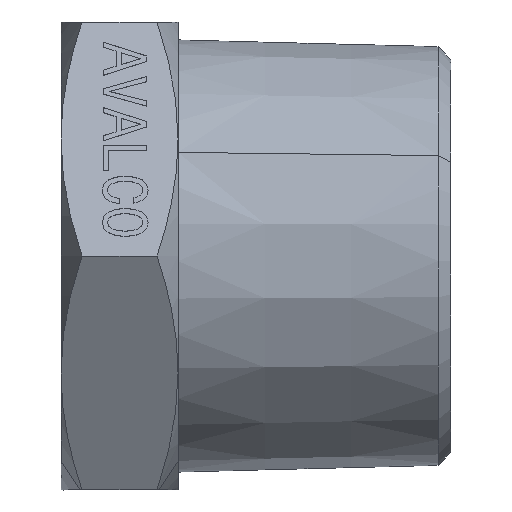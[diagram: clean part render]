
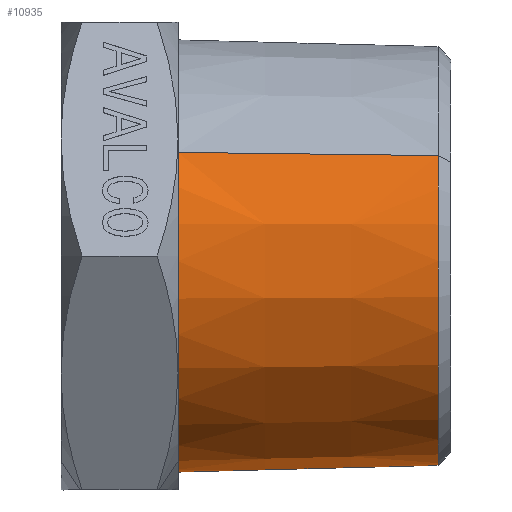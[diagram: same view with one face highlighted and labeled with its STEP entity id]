
A CAD part, left-side view. The second image highlights one B-rep face of the part: STEP entity #10935.
In plain terms, the highlighted conical face has half-angle 1.47 degrees and reference radius 16.086 mm.
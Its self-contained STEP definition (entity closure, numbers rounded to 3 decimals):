
#1200=CARTESIAN_POINT('Vertex',(-14.589,0.,7.97)) ;
#1202=CARTESIAN_POINT('Vertex',(14.589,0.,-7.97)) ;
#1205=CARTESIAN_POINT('Axis2P3D Location',(0.,0.,0.)) ;
#10905=CARTESIAN_POINT('Axis2P3D Location',(0.,-21.,0.)) ;
#10910=CARTESIAN_POINT('Line Origine',(-14.353,-10.5,7.841)) ;
#10914=CARTESIAN_POINT('Vertex',(-14.139,-20.,7.724)) ;
#10917=CARTESIAN_POINT('Line Origine',(14.353,-10.5,-7.841)) ;
#10921=CARTESIAN_POINT('Vertex',(14.139,-20.,-7.724)) ;
#10924=CARTESIAN_POINT('Axis2P3D Location',(0.,-20.,0.)) ;
#1206=DIRECTION('Axis2P3D Direction',(0.,1.,0.)) ;
#10906=DIRECTION('Axis2P3D Direction',(0.,1.,0.)) ;
#10907=DIRECTION('Axis2P3D XDirection',(-0.878,0.,0.479)) ;
#10911=DIRECTION('Vector Direction',(-0.023,1.,0.012)) ;
#10918=DIRECTION('Vector Direction',(0.023,1.,-0.012)) ;
#10925=DIRECTION('Axis2P3D Direction',(0.,1.,0.)) ;
#1207=AXIS2_PLACEMENT_3D('Circle Axis2P3D',#1205,#1206,$) ;
#10908=AXIS2_PLACEMENT_3D('Cone Axis2P3D',#10905,#10906,#10907) ;
#10926=AXIS2_PLACEMENT_3D('Circle Axis2P3D',#10924,#10925,$) ;
#10930=ORIENTED_EDGE('',*,*,#10916,.T.) ;
#10931=ORIENTED_EDGE('',*,*,#1209,.F.) ;
#10932=ORIENTED_EDGE('',*,*,#10923,.F.) ;
#10933=ORIENTED_EDGE('',*,*,#10928,.T.) ;
#10912=VECTOR('Line Direction',#10911,1.) ;
#10919=VECTOR('Line Direction',#10918,1.) ;
#10935=ADVANCED_FACE('Corps principal',(#10934),#10909,.T.) ;
#1208=CIRCLE('generated circle',#1207,16.625) ;
#10927=CIRCLE('generated circle',#10926,16.111) ;
#10909=CONICAL_SURFACE('Cone',#10908,16.086,0.026) ;
#1209=EDGE_CURVE('',#1203,#1201,#1208,.T.) ;
#10916=EDGE_CURVE('',#10915,#1201,#10913,.T.) ;
#10923=EDGE_CURVE('',#10922,#1203,#10920,.T.) ;
#10928=EDGE_CURVE('',#10922,#10915,#10927,.T.) ;
#10929=EDGE_LOOP('',(#10930,#10931,#10932,#10933)) ;
#10934=FACE_OUTER_BOUND('',#10929,.T.) ;
#10913=LINE('Line',#10910,#10912) ;
#10920=LINE('Line',#10917,#10919) ;
#1201=VERTEX_POINT('',#1200) ;
#1203=VERTEX_POINT('',#1202) ;
#10915=VERTEX_POINT('',#10914) ;
#10922=VERTEX_POINT('',#10921) ;
